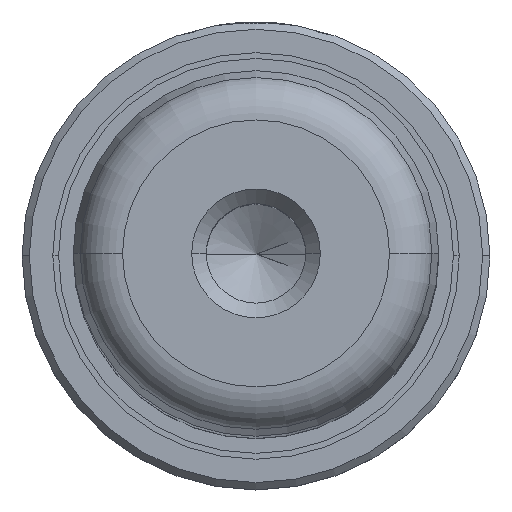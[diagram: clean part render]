
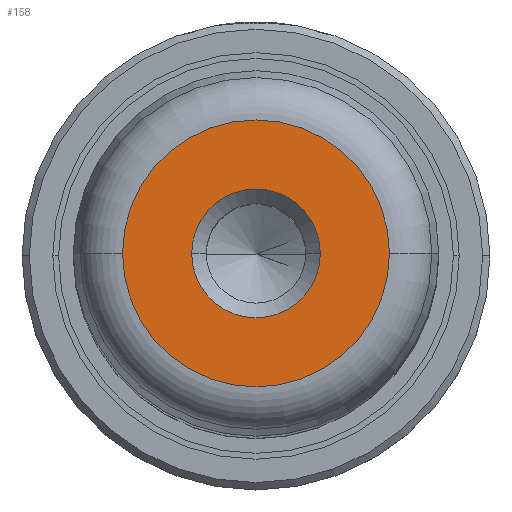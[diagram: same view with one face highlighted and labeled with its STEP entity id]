
A CAD part, top view. The second image highlights one B-rep face of the part: STEP entity #158.
In plain terms, the highlighted planar face has unit normal (0, 0, 1).
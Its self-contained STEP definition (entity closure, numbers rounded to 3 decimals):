
#123 = VERTEX_POINT ( 'NONE', #738 ) ;
#138 = CIRCLE ( 'NONE', #394, 4.4 ) ;
#158 = ADVANCED_FACE ( 'NONE', ( #716, #1713 ), #386, .T. ) ;
#245 = ORIENTED_EDGE ( 'NONE', *, *, #1572, .T. ) ;
#260 = DIRECTION ( 'NONE',  ( 1., 0., 0. ) ) ;
#318 = DIRECTION ( 'NONE',  ( 0., 0., 1. ) ) ;
#326 = CARTESIAN_POINT ( 'NONE',  ( -4.4, 0., 150. ) ) ;
#330 = CARTESIAN_POINT ( 'NONE',  ( 0., 0., 150. ) ) ;
#377 = VERTEX_POINT ( 'NONE', #1142 ) ;
#386 = PLANE ( 'NONE',  #630 ) ;
#394 = AXIS2_PLACEMENT_3D ( 'NONE', #988, #1730, #1729 ) ;
#630 = AXIS2_PLACEMENT_3D ( 'NONE', #330, #318, #260 ) ;
#695 = DIRECTION ( 'NONE',  ( 1., 0., 0. ) ) ;
#702 = DIRECTION ( 'NONE',  ( 0., 0., 1. ) ) ;
#712 = CARTESIAN_POINT ( 'NONE',  ( 0., 0., 150. ) ) ;
#716 = FACE_BOUND ( 'NONE', #1796, .T. ) ;
#738 = CARTESIAN_POINT ( 'NONE',  ( -9.126, 0., 150. ) ) ;
#831 = CIRCLE ( 'NONE', #1533, 4.4 ) ;
#988 = CARTESIAN_POINT ( 'NONE',  ( 0., 0., 150. ) ) ;
#1005 = EDGE_CURVE ( 'NONE', #123, #377, #1826, .T. ) ;
#1142 = CARTESIAN_POINT ( 'NONE',  ( 9.126, 0., 150. ) ) ;
#1292 = AXIS2_PLACEMENT_3D ( 'NONE', #2001, #1992, #1989 ) ;
#1354 = CIRCLE ( 'NONE', #1292, 9.126 ) ;
#1451 = VERTEX_POINT ( 'NONE', #2097 ) ;
#1533 = AXIS2_PLACEMENT_3D ( 'NONE', #1819, #1813, #1794 ) ;
#1572 = EDGE_CURVE ( 'NONE', #2036, #1451, #138, .T. ) ;
#1713 = FACE_OUTER_BOUND ( 'NONE', #2177, .T. ) ;
#1729 = DIRECTION ( 'NONE',  ( 1., 0., 0. ) ) ;
#1730 = DIRECTION ( 'NONE',  ( 0., 0., -1. ) ) ;
#1794 = DIRECTION ( 'NONE',  ( 1., 0., 0. ) ) ;
#1796 = EDGE_LOOP ( 'NONE', ( #2014, #245 ) ) ;
#1803 = AXIS2_PLACEMENT_3D ( 'NONE', #712, #702, #695 ) ;
#1813 = DIRECTION ( 'NONE',  ( 0., 0., -1. ) ) ;
#1819 = CARTESIAN_POINT ( 'NONE',  ( 0., 0., 150. ) ) ;
#1826 = CIRCLE ( 'NONE', #1803, 9.126 ) ;
#1989 = DIRECTION ( 'NONE',  ( 1., 0., 0. ) ) ;
#1992 = DIRECTION ( 'NONE',  ( 0., 0., 1. ) ) ;
#2001 = CARTESIAN_POINT ( 'NONE',  ( 0., 0., 150. ) ) ;
#2014 = ORIENTED_EDGE ( 'NONE', *, *, #2192, .T. ) ;
#2036 = VERTEX_POINT ( 'NONE', #326 ) ;
#2061 = ORIENTED_EDGE ( 'NONE', *, *, #2173, .T. ) ;
#2097 = CARTESIAN_POINT ( 'NONE',  ( 4.4, 0., 150. ) ) ;
#2173 = EDGE_CURVE ( 'NONE', #377, #123, #1354, .T. ) ;
#2177 = EDGE_LOOP ( 'NONE', ( #2061, #2343 ) ) ;
#2192 = EDGE_CURVE ( 'NONE', #1451, #2036, #831, .T. ) ;
#2343 = ORIENTED_EDGE ( 'NONE', *, *, #1005, .T. ) ;
